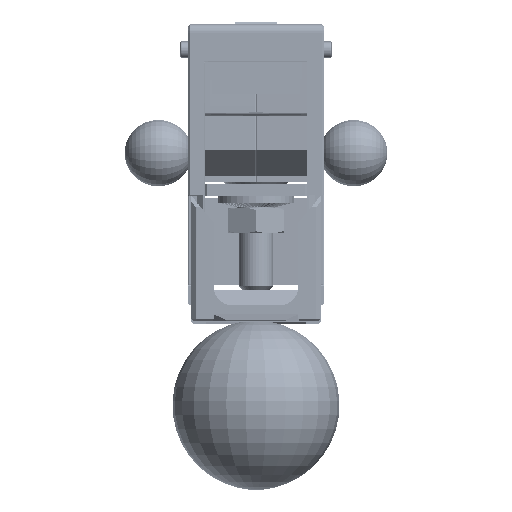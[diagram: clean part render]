
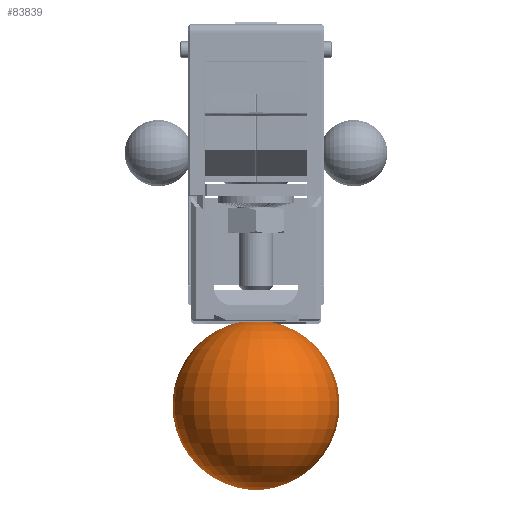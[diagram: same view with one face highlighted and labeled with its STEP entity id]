
A CAD part, left-side view. The second image highlights one B-rep face of the part: STEP entity #83839.
In plain terms, the highlighted toroidal (fillet/blend) face has major radius 0.306 mm and minor radius 20 mm.
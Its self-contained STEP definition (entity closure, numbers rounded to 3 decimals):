
#89=VERTEX_LOOP('',#50752);
#554=DEGENERATE_TOROIDAL_SURFACE('',#92683,0.306,20.,.T.);
#6992=CIRCLE('',#92628,3.77);
#26076=ORIENTED_EDGE('',*,*,#41737,.F.);
#41737=EDGE_CURVE('',#50711,#50711,#6992,.T.);
#50711=VERTEX_POINT('',#144809);
#50752=VERTEX_POINT('',#144975);
#71212=EDGE_LOOP('',(#26076));
#76515=FACE_BOUND('',#89,.T.);
#76516=FACE_BOUND('',#71212,.T.);
#83839=ADVANCED_FACE('',(#76515,#76516),#554,.F.);
#92628=AXIS2_PLACEMENT_3D('',#144808,#113473,#113474);
#92683=AXIS2_PLACEMENT_3D('',#144974,#113625,#113626);
#113473=DIRECTION('',(0.,-1.,0.));
#113474=DIRECTION('',(0.,0.,-1.));
#113625=DIRECTION('',(0.,-1.,0.));
#113626=DIRECTION('',(0.,0.,-1.));
#144808=CARTESIAN_POINT('',(1.14,4.226,0.));
#144809=CARTESIAN_POINT('',(1.14,4.226,-3.77));
#144974=CARTESIAN_POINT('',(1.14,23.923,0.));
#144975=CARTESIAN_POINT('',(1.14,3.926,0.));
